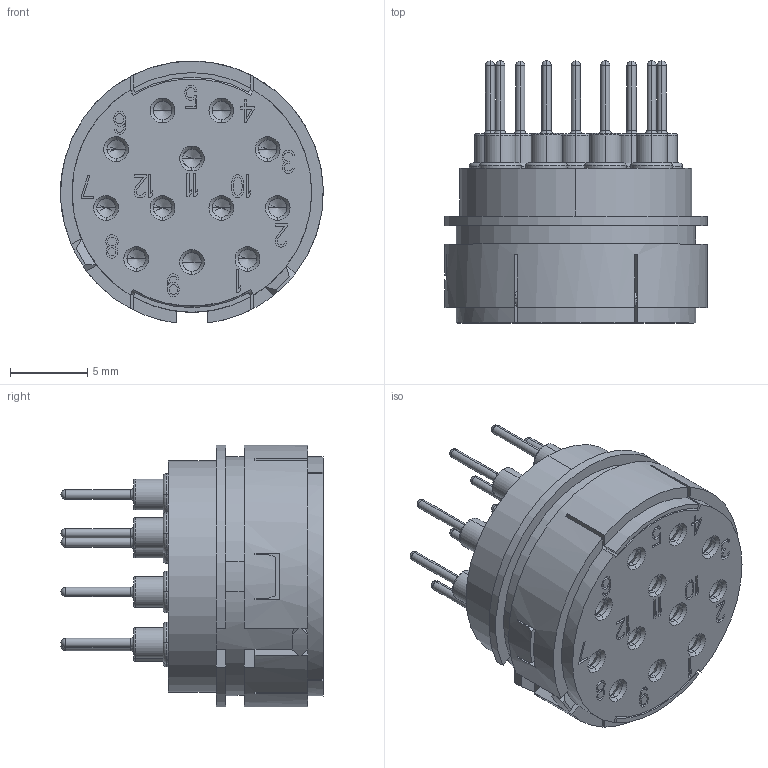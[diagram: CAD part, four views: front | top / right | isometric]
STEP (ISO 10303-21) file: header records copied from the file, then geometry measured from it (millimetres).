
FILE_DESCRIPTION((''),'2;1');
FILE_NAME('HR23-012-FTHT_SW0001','2017-07-24T',('tc.chen'),(''),'PRO/ENGINEER BY PARAMETRIC TECHNOLOGY CORPORATION, 2012480','PRO/ENGINEER BY PARAMETRIC TECHNOLOGY CORPORATION, 2012480','');
FILE_SCHEMA(('AUTOMOTIVE_DESIGN { 1 0 10303 214 1 1 1 1 }'));
Length unit declared in the file: millimetre
Products named in the file (1): HR23-012-FTHT_SW0001
Bounding box: 16.99 x 16.95 x 16.94 mm (x, y, z)
Volume: 1847.9 mm3; surface area: 3847.1 mm2
Topology: 1 solids, 1 shells, 1738 faces, 4814 edges, 3122 vertices
Faces by surface type: plane 1219, cylinder 259, torus 128, cone 108, sphere 24
Entity records: 55283 total; most frequent: CARTESIAN_POINT 10359, ORIENTED_EDGE 9532, DIRECTION 9142, EDGE_CURVE 4766, VECTOR 3534, LINE 3534, VERTEX_POINT 3122, AXIS2_PLACEMENT_3D 2804
